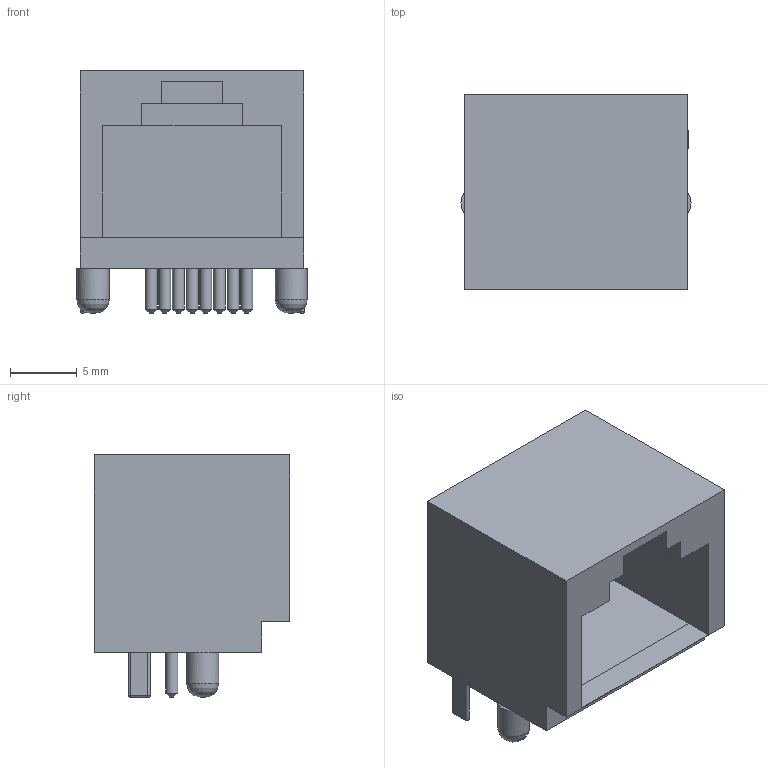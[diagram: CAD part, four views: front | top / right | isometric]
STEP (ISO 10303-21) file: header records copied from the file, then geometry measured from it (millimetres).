
FILE_DESCRIPTION(('FreeCAD Model'),'2;1');
FILE_NAME('Fillet002.step', '2020-07-04T23:23:38',('kicad StepUp'),('ksu MCAD'), 'Open CASCADE STEP processor 7.4','FreeCAD','Unknown');
FILE_SCHEMA(('AUTOMOTIVE_DESIGN { 1 0 10303 214 1 1 1 1 }'));
Length unit declared in the file: millimetre
Products named in the file (1): Fillet002
Bounding box: 17.18 x 14.6 x 18.09 mm (x, y, z)
Volume: 1987.1 mm3; surface area: 2143.9 mm2
Topology: 1 solids, 1 shells, 73 faces, 160 edges, 98 vertices
Faces by surface type: plane 41, cylinder 18, cone 8, revolution 6
Full cylindrical faces by diameter (mm): 0.9 x8, 2.368 x1, 2.4 x1
Entity records: 2055 total; most frequent: CARTESIAN_POINT 380, DIRECTION 362, ORIENTED_EDGE 320, EDGE_CURVE 160, AXIS2_PLACEMENT_3D 128, LINE 100, VECTOR 100, VERTEX_POINT 98
